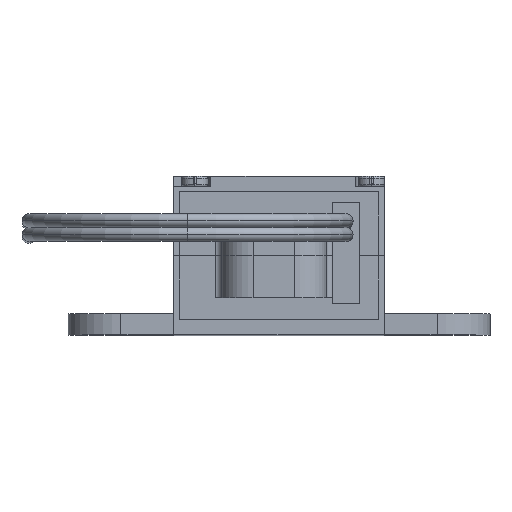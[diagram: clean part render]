
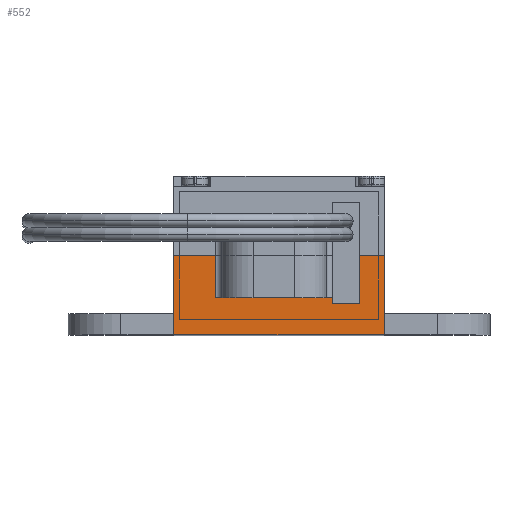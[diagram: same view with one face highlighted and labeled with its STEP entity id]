
A CAD part, top view. The second image highlights one B-rep face of the part: STEP entity #552.
In plain terms, the highlighted planar face has unit normal (0, 0, 1).
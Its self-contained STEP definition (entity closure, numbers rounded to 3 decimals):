
#68 = EDGE_CURVE ( 'NONE', #14747, #2176, #14681, .T. ) ;
#320 = VECTOR ( 'NONE', #3701, 1000. ) ;
#459 = EDGE_CURVE ( 'NONE', #556, #14189, #4769, .T. ) ;
#539 = EDGE_CURVE ( 'NONE', #14041, #14747, #1500, .T. ) ;
#552 = ADVANCED_FACE ( 'NONE', ( #1116 ), #6831, .F. ) ;
#553 = CARTESIAN_POINT ( 'NONE',  ( 19.9, 7.5, 0. ) ) ;
#556 = VERTEX_POINT ( 'NONE', #6505 ) ;
#672 = LINE ( 'NONE', #553, #7162 ) ;
#674 = CARTESIAN_POINT ( 'NONE',  ( 3.9, 3.5, 0. ) ) ;
#710 = LINE ( 'NONE', #3955, #320 ) ;
#714 = CARTESIAN_POINT ( 'NONE',  ( 17.6, 3., 0. ) ) ;
#716 = ORIENTED_EDGE ( 'NONE', *, *, #4722, .F. ) ;
#991 = DIRECTION ( 'NONE',  ( 1., 0., 0. ) ) ;
#1040 = CARTESIAN_POINT ( 'NONE',  ( 19.9, 0., 0. ) ) ;
#1116 = FACE_OUTER_BOUND ( 'NONE', #4789, .T. ) ;
#1301 = VECTOR ( 'NONE', #6758, 1000. ) ;
#1500 = LINE ( 'NONE', #7037, #1301 ) ;
#1687 = CARTESIAN_POINT ( 'NONE',  ( 17.6, 7.5, 0. ) ) ;
#1723 = VERTEX_POINT ( 'NONE', #12543 ) ;
#2149 = ORIENTED_EDGE ( 'NONE', *, *, #15420, .T. ) ;
#2176 = VERTEX_POINT ( 'NONE', #8178 ) ;
#2500 = EDGE_CURVE ( 'NONE', #556, #15400, #710, .T. ) ;
#2812 = VERTEX_POINT ( 'NONE', #674 ) ;
#2970 = ORIENTED_EDGE ( 'NONE', *, *, #6444, .T. ) ;
#3701 = DIRECTION ( 'NONE',  ( 0., 1., 0. ) ) ;
#3955 = CARTESIAN_POINT ( 'NONE',  ( 15., 3., 0. ) ) ;
#4120 = VECTOR ( 'NONE', #15276, 1000. ) ;
#4198 = VECTOR ( 'NONE', #7851, 1000. ) ;
#4369 = DIRECTION ( 'NONE',  ( -1., 0., 0. ) ) ;
#4686 = ORIENTED_EDGE ( 'NONE', *, *, #14858, .T. ) ;
#4722 = EDGE_CURVE ( 'NONE', #14189, #14041, #8333, .T. ) ;
#4769 = LINE ( 'NONE', #7733, #4198 ) ;
#4789 = EDGE_LOOP ( 'NONE', ( #2149, #4686, #6653, #2970, #6458, #10156, #7326, #716, #12542, #13288 ) ) ;
#5241 = VECTOR ( 'NONE', #4369, 1000. ) ;
#5739 = CARTESIAN_POINT ( 'NONE',  ( 3.9, 7.5, 0. ) ) ;
#6444 = EDGE_CURVE ( 'NONE', #12316, #1723, #8638, .T. ) ;
#6458 = ORIENTED_EDGE ( 'NONE', *, *, #7061, .T. ) ;
#6505 = CARTESIAN_POINT ( 'NONE',  ( 15., 3., 0. ) ) ;
#6648 = DIRECTION ( 'NONE',  ( -1., 0., 0. ) ) ;
#6653 = ORIENTED_EDGE ( 'NONE', *, *, #12683, .F. ) ;
#6674 = DIRECTION ( 'NONE',  ( 0., 0., -1. ) ) ;
#6758 = DIRECTION ( 'NONE',  ( 1., 0., 0. ) ) ;
#6831 = PLANE ( 'NONE',  #9355 ) ;
#6852 = CARTESIAN_POINT ( 'NONE',  ( 19.9, 7.5, 0. ) ) ;
#7037 = CARTESIAN_POINT ( 'NONE',  ( 19.9, 7.5, 0. ) ) ;
#7061 = EDGE_CURVE ( 'NONE', #1723, #2176, #9273, .T. ) ;
#7081 = CARTESIAN_POINT ( 'NONE',  ( 19.9, 7.5, 0. ) ) ;
#7162 = VECTOR ( 'NONE', #9069, 1000. ) ;
#7326 = ORIENTED_EDGE ( 'NONE', *, *, #539, .F. ) ;
#7733 = CARTESIAN_POINT ( 'NONE',  ( 17.6, 3., 0. ) ) ;
#7760 = CARTESIAN_POINT ( 'NONE',  ( 3.9, 7.5, 0. ) ) ;
#7851 = DIRECTION ( 'NONE',  ( 1., 0., 0. ) ) ;
#8009 = DIRECTION ( 'NONE',  ( 0., -1., 0. ) ) ;
#8016 = CARTESIAN_POINT ( 'NONE',  ( 19.9, 7.5, 0. ) ) ;
#8178 = CARTESIAN_POINT ( 'NONE',  ( 19.9, 0., 0. ) ) ;
#8229 = DIRECTION ( 'NONE',  ( 0., -1., 0. ) ) ;
#8333 = LINE ( 'NONE', #10987, #8552 ) ;
#8530 = CARTESIAN_POINT ( 'NONE',  ( 0., 7.5, 0. ) ) ;
#8552 = VECTOR ( 'NONE', #15225, 1000. ) ;
#8638 = LINE ( 'NONE', #8530, #9035 ) ;
#9035 = VECTOR ( 'NONE', #8229, 1000. ) ;
#9069 = DIRECTION ( 'NONE',  ( 1., 0., 0. ) ) ;
#9175 = CARTESIAN_POINT ( 'NONE',  ( 15., 3.5, 0. ) ) ;
#9273 = LINE ( 'NONE', #1040, #12115 ) ;
#9355 = AXIS2_PLACEMENT_3D ( 'NONE', #6852, #6674, #6648 ) ;
#10156 = ORIENTED_EDGE ( 'NONE', *, *, #68, .F. ) ;
#10201 = CARTESIAN_POINT ( 'NONE',  ( 0., 7.5, 0. ) ) ;
#10952 = LINE ( 'NONE', #5739, #4120 ) ;
#10987 = CARTESIAN_POINT ( 'NONE',  ( 17.6, 3., 0. ) ) ;
#12115 = VECTOR ( 'NONE', #991, 1000. ) ;
#12316 = VERTEX_POINT ( 'NONE', #10201 ) ;
#12334 = VERTEX_POINT ( 'NONE', #7760 ) ;
#12542 = ORIENTED_EDGE ( 'NONE', *, *, #459, .F. ) ;
#12543 = CARTESIAN_POINT ( 'NONE',  ( 0., 0., 0. ) ) ;
#12683 = EDGE_CURVE ( 'NONE', #12316, #12334, #672, .T. ) ;
#12819 = CARTESIAN_POINT ( 'NONE',  ( 4.5, 3.5, 0. ) ) ;
#13288 = ORIENTED_EDGE ( 'NONE', *, *, #2500, .T. ) ;
#14041 = VERTEX_POINT ( 'NONE', #1687 ) ;
#14189 = VERTEX_POINT ( 'NONE', #714 ) ;
#14521 = VECTOR ( 'NONE', #8009, 1000. ) ;
#14681 = LINE ( 'NONE', #7081, #14521 ) ;
#14747 = VERTEX_POINT ( 'NONE', #8016 ) ;
#14788 = LINE ( 'NONE', #12819, #5241 ) ;
#14858 = EDGE_CURVE ( 'NONE', #2812, #12334, #10952, .T. ) ;
#15225 = DIRECTION ( 'NONE',  ( 0., 1., 0. ) ) ;
#15276 = DIRECTION ( 'NONE',  ( 0., 1., 0. ) ) ;
#15400 = VERTEX_POINT ( 'NONE', #9175 ) ;
#15420 = EDGE_CURVE ( 'NONE', #15400, #2812, #14788, .T. ) ;
